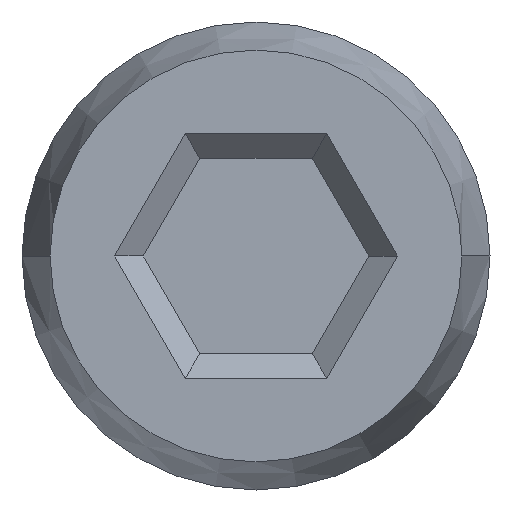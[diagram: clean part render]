
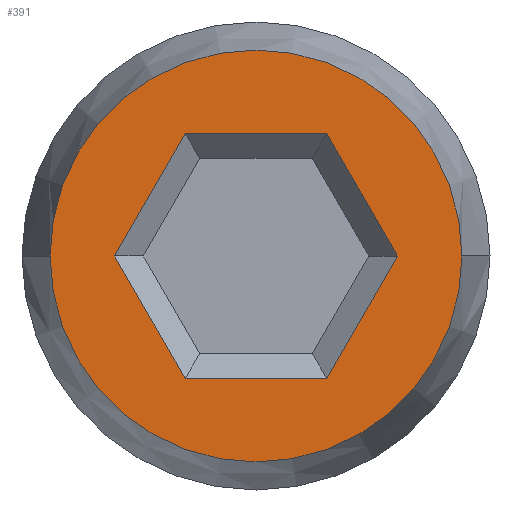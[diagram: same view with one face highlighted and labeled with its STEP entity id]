
A CAD part, left-side view. The second image highlights one B-rep face of the part: STEP entity #391.
In plain terms, the highlighted planar face has unit normal (-1, 0, 0).
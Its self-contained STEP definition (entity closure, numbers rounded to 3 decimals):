
#260 = VERTEX_POINT ( 'NONE', #677 ) ;
#261 = ORIENTED_EDGE ( 'NONE', *, *, #311, .T. ) ;
#262 = EDGE_CURVE ( 'NONE', #334, #333, #675, .T. ) ;
#277 = EDGE_LOOP ( 'NONE', ( #278, #279 ) ) ;
#278 = ORIENTED_EDGE ( 'NONE', *, *, #332, .F. ) ;
#279 = ORIENTED_EDGE ( 'NONE', *, *, #262, .F. ) ;
#281 = EDGE_CURVE ( 'NONE', #284, #286, #576, .T. ) ;
#282 = ORIENTED_EDGE ( 'NONE', *, *, #281, .T. ) ;
#283 = ORIENTED_EDGE ( 'NONE', *, *, #285, .T. ) ;
#284 = VERTEX_POINT ( 'NONE', #572 ) ;
#285 = EDGE_CURVE ( 'NONE', #399, #284, #571, .T. ) ;
#286 = VERTEX_POINT ( 'NONE', #567 ) ;
#309 = ORIENTED_EDGE ( 'NONE', *, *, #310, .T. ) ;
#310 = EDGE_CURVE ( 'NONE', #286, #260, #852, .T. ) ;
#311 = EDGE_CURVE ( 'NONE', #260, #395, #853, .T. ) ;
#332 = EDGE_CURVE ( 'NONE', #333, #334, #885, .T. ) ;
#333 = VERTEX_POINT ( 'NONE', #881 ) ;
#334 = VERTEX_POINT ( 'NONE', #880 ) ;
#391 = ADVANCED_FACE ( 'NONE', ( #1112, #1109 ), #1153, .T. ) ;
#392 = EDGE_LOOP ( 'NONE', ( #393, #397, #283, #282, #309, #261 ) ) ;
#393 = ORIENTED_EDGE ( 'NONE', *, *, #394, .T. ) ;
#394 = EDGE_CURVE ( 'NONE', #395, #396, #1159, .T. ) ;
#395 = VERTEX_POINT ( 'NONE', #1155 ) ;
#396 = VERTEX_POINT ( 'NONE', #1165 ) ;
#397 = ORIENTED_EDGE ( 'NONE', *, *, #398, .T. ) ;
#398 = EDGE_CURVE ( 'NONE', #396, #399, #1163, .T. ) ;
#399 = VERTEX_POINT ( 'NONE', #1137 ) ;
#567 = CARTESIAN_POINT ( 'NONE',  ( -6.366, 0.756, 0.554 ) ) ;
#568 = DIRECTION ( 'NONE',  ( 0., -0.5, 0.866 ) ) ;
#569 = VECTOR ( 'NONE', #568, 1000. ) ;
#570 = CARTESIAN_POINT ( 'NONE',  ( -6.366, 2.268, 0.427 ) ) ;
#571 = LINE ( 'NONE', #570, #569 ) ;
#572 = CARTESIAN_POINT ( 'NONE',  ( -6.366, 2.195, 0.554 ) ) ;
#573 = DIRECTION ( 'NONE',  ( 0., -1., 0. ) ) ;
#574 = VECTOR ( 'NONE', #573, 1000. ) ;
#575 = CARTESIAN_POINT ( 'NONE',  ( -6.366, 0.903, 0.554 ) ) ;
#576 = LINE ( 'NONE', #575, #574 ) ;
#671 = DIRECTION ( 'NONE',  ( 0., 1., 0. ) ) ;
#672 = DIRECTION ( 'NONE',  ( 1., 0., 0. ) ) ;
#673 = CARTESIAN_POINT ( 'NONE',  ( -6.366, 1.475, -0.692 ) ) ;
#674 = AXIS2_PLACEMENT_3D ( 'NONE', #673, #672, #671 ) ;
#675 = CIRCLE ( 'NONE', #674, 2.096 ) ;
#677 = CARTESIAN_POINT ( 'NONE',  ( -6.366, 0.036, -0.692 ) ) ;
#795 = DIRECTION ( 'NONE',  ( 0., 0.5, -0.866 ) ) ;
#796 = VECTOR ( 'NONE', #795, 1000. ) ;
#797 = CARTESIAN_POINT ( 'NONE',  ( -6.366, 0.683, -1.811 ) ) ;
#849 = DIRECTION ( 'NONE',  ( 0., -0.5, -0.866 ) ) ;
#850 = VECTOR ( 'NONE', #849, 1000. ) ;
#851 = CARTESIAN_POINT ( 'NONE',  ( -6.366, 0.11, -0.565 ) ) ;
#852 = LINE ( 'NONE', #851, #850 ) ;
#853 = LINE ( 'NONE', #797, #796 ) ;
#880 = CARTESIAN_POINT ( 'NONE',  ( -6.366, -0.62, -0.692 ) ) ;
#881 = CARTESIAN_POINT ( 'NONE',  ( -6.366, 3.571, -0.692 ) ) ;
#882 = DIRECTION ( 'NONE',  ( 0., 1., 0. ) ) ;
#883 = DIRECTION ( 'NONE',  ( 1., 0., 0. ) ) ;
#884 = AXIS2_PLACEMENT_3D ( 'NONE', #890, #883, #882 ) ;
#885 = CIRCLE ( 'NONE', #884, 2.096 ) ;
#890 = CARTESIAN_POINT ( 'NONE',  ( -6.366, 1.475, -0.692 ) ) ;
#1104 = DIRECTION ( 'NONE',  ( 0., -1., 0. ) ) ;
#1105 = DIRECTION ( 'NONE',  ( -1., 0., 0. ) ) ;
#1106 = CARTESIAN_POINT ( 'NONE',  ( -6.366, 1.475, -0.692 ) ) ;
#1107 = AXIS2_PLACEMENT_3D ( 'NONE', #1106, #1105, #1104 ) ;
#1109 = FACE_OUTER_BOUND ( 'NONE', #277, .T. ) ;
#1112 = FACE_BOUND ( 'NONE', #392, .T. ) ;
#1137 = CARTESIAN_POINT ( 'NONE',  ( -6.366, 2.914, -0.692 ) ) ;
#1153 = PLANE ( 'NONE',  #1107 ) ;
#1155 = CARTESIAN_POINT ( 'NONE',  ( -6.366, 0.756, -1.938 ) ) ;
#1156 = DIRECTION ( 'NONE',  ( 0., 1., 0. ) ) ;
#1157 = VECTOR ( 'NONE', #1156, 1000. ) ;
#1158 = CARTESIAN_POINT ( 'NONE',  ( -6.366, 2.048, -1.938 ) ) ;
#1159 = LINE ( 'NONE', #1158, #1157 ) ;
#1160 = DIRECTION ( 'NONE',  ( 0., 0.5, 0.866 ) ) ;
#1161 = VECTOR ( 'NONE', #1160, 1000. ) ;
#1162 = CARTESIAN_POINT ( 'NONE',  ( -6.366, 2.841, -0.819 ) ) ;
#1163 = LINE ( 'NONE', #1162, #1161 ) ;
#1165 = CARTESIAN_POINT ( 'NONE',  ( -6.366, 2.195, -1.938 ) ) ;
